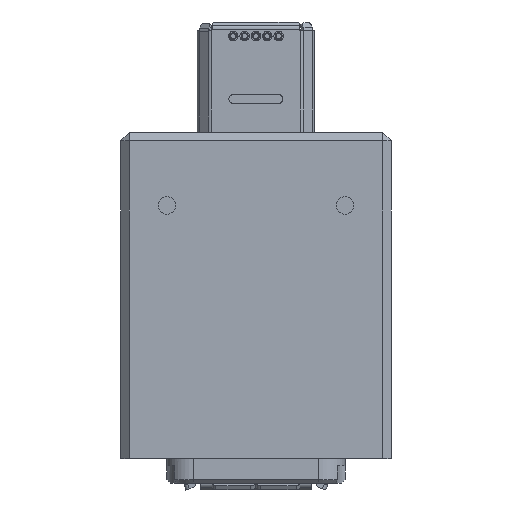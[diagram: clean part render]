
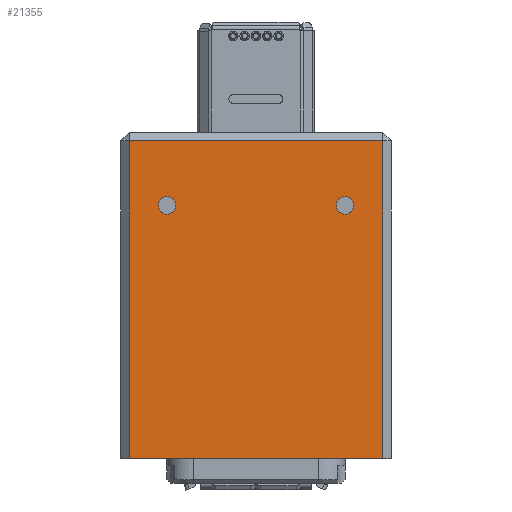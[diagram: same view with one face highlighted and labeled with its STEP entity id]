
A CAD part, front view. The second image highlights one B-rep face of the part: STEP entity #21355.
In plain terms, the highlighted planar face has unit normal (0, -1, 0).
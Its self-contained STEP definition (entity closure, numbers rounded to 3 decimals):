
#184 = CIRCLE ( 'NONE', #7039, 0.5 ) ;
#671 = CARTESIAN_POINT ( 'NONE',  ( -5.1, -3.75, 15.8 ) ) ;
#1022 = DIRECTION ( 'NONE',  ( 0., 0., -1. ) ) ;
#1696 = CARTESIAN_POINT ( 'NONE',  ( -5.1, -3.75, 16.3 ) ) ;
#1797 = VECTOR ( 'NONE', #17764, 1000. ) ;
#1920 = AXIS2_PLACEMENT_3D ( 'NONE', #11987, #22462, #1022 ) ;
#2139 = DIRECTION ( 'NONE',  ( 1., 0., 0. ) ) ;
#2451 = VERTEX_POINT ( 'NONE', #8475 ) ;
#2942 = CARTESIAN_POINT ( 'NONE',  ( 5.1, -3.75, 16.3 ) ) ;
#3290 = EDGE_CURVE ( 'Defeature ausgef�hrt2_24+Defeature ausgef�hrt2_22+Defeature ausgef�hrt2_22+Defeature ausgef�hrt2_22', #2451, #14657, #184, .T. ) ;
#3724 = CARTESIAN_POINT ( 'NONE',  ( 7.25, -3.75, 20. ) ) ;
#4864 = CARTESIAN_POINT ( 'NONE',  ( 7.25, -3.75, 1.8 ) ) ;
#5353 = DIRECTION ( 'NONE',  ( 0., 0., -1. ) ) ;
#5452 = DIRECTION ( 'NONE',  ( 0., -1., 0. ) ) ;
#5643 = AXIS2_PLACEMENT_3D ( 'NONE', #1696, #8807, #5353 ) ;
#5683 = CIRCLE ( 'NONE', #5643, 0.5 ) ;
#6301 = ORIENTED_EDGE ( 'NONE', *, *, #12022, .F. ) ;
#6367 = ORIENTED_EDGE ( 'NONE', *, *, #12294, .T. ) ;
#6786 = CARTESIAN_POINT ( 'NONE',  ( -7.25, -3.75, 1.8 ) ) ;
#6828 = CARTESIAN_POINT ( 'NONE',  ( 5.1, -3.75, 16.8 ) ) ;
#6918 = CARTESIAN_POINT ( 'NONE',  ( -7.25, -3.75, 20.5 ) ) ;
#7039 = AXIS2_PLACEMENT_3D ( 'NONE', #12488, #5452, #17926 ) ;
#7281 = EDGE_LOOP ( 'NONE', ( #11961, #6301 ) ) ;
#7495 = ORIENTED_EDGE ( 'NONE', *, *, #17274, .T. ) ;
#7828 = CIRCLE ( 'NONE', #1920, 0.5 ) ;
#8337 = DIRECTION ( 'NONE',  ( 0., 0., -1. ) ) ;
#8475 = CARTESIAN_POINT ( 'NONE',  ( 5.1, -3.75, 15.8 ) ) ;
#8683 = PLANE ( 'NONE',  #15592 ) ;
#8807 = DIRECTION ( 'NONE',  ( 0., -1., 0. ) ) ;
#9070 = VERTEX_POINT ( 'NONE', #3724 ) ;
#9239 = ORIENTED_EDGE ( 'NONE', *, *, #20834, .T. ) ;
#9375 = LINE ( 'NONE', #12371, #13813 ) ;
#9622 = LINE ( 'NONE', #6918, #1797 ) ;
#10031 = AXIS2_PLACEMENT_3D ( 'NONE', #2942, #18976, #8337 ) ;
#10416 = EDGE_CURVE ( 'Defeature ausgef�hrt2_26+Defeature ausgef�hrt2_22+Defeature ausgef�hrt2_22+Defeature ausgef�hrt2_22', #19473, #18118, #7828, .T. ) ;
#10462 = DIRECTION ( 'NONE',  ( 0., 0., 1. ) ) ;
#10680 = LINE ( 'NONE', #13701, #13437 ) ;
#10778 = DIRECTION ( 'NONE',  ( 0., 1., 0. ) ) ;
#11289 = VECTOR ( 'NONE', #2139, 1000. ) ;
#11928 = DIRECTION ( 'NONE',  ( 0., 0., 1. ) ) ;
#11961 = ORIENTED_EDGE ( 'NONE', *, *, #3290, .F. ) ;
#11968 = ORIENTED_EDGE ( 'NONE', *, *, #14706, .F. ) ;
#11987 = CARTESIAN_POINT ( 'NONE',  ( -5.1, -3.75, 16.3 ) ) ;
#12022 = EDGE_CURVE ( 'Defeature ausgef�hrt2_24+Defeature ausgef�hrt2_22+Defeature ausgef�hrt2_22+Defeature ausgef�hrt2_22', #14657, #2451, #18009, .T. ) ;
#12294 = EDGE_CURVE ( 'Defeature ausgef�hrt2_22+Defeature ausgef�hrt2_35+Defeature ausgef�hrt2_30+Defeature ausgef�hrt2_36', #9070, #18679, #9375, .T. ) ;
#12371 = CARTESIAN_POINT ( 'NONE',  ( -7.75, -3.75, 20. ) ) ;
#12488 = CARTESIAN_POINT ( 'NONE',  ( 5.1, -3.75, 16.3 ) ) ;
#12723 = VERTEX_POINT ( 'NONE', #6786 ) ;
#13437 = VECTOR ( 'NONE', #11928, 1000. ) ;
#13701 = CARTESIAN_POINT ( 'NONE',  ( 7.25, -3.75, 20.5 ) ) ;
#13813 = VECTOR ( 'NONE', #17813, 1000. ) ;
#13924 = EDGE_LOOP ( 'NONE', ( #9239, #7495, #6367, #19178 ) ) ;
#14011 = FACE_BOUND ( 'NONE', #7281, .T. ) ;
#14657 = VERTEX_POINT ( 'NONE', #6828 ) ;
#14706 = EDGE_CURVE ( 'Defeature ausgef�hrt2_26+Defeature ausgef�hrt2_22+Defeature ausgef�hrt2_22+Defeature ausgef�hrt2_22', #18118, #19473, #5683, .T. ) ;
#15405 = EDGE_LOOP ( 'NONE', ( #11968, #22244 ) ) ;
#15592 = AXIS2_PLACEMENT_3D ( 'NONE', #15735, #10778, #10462 ) ;
#15735 = CARTESIAN_POINT ( 'NONE',  ( -7.75, -3.75, 20.5 ) ) ;
#15999 = LINE ( 'NONE', #16630, #11289 ) ;
#16630 = CARTESIAN_POINT ( 'NONE',  ( -7.75, -3.75, 1.8 ) ) ;
#17274 = EDGE_CURVE ( 'Defeature ausgef�hrt2_22+Defeature ausgef�hrt2_30+Defeature ausgef�hrt2_23+Defeature ausgef�hrt2_35', #17804, #9070, #10680, .T. ) ;
#17764 = DIRECTION ( 'NONE',  ( 0., 0., -1. ) ) ;
#17804 = VERTEX_POINT ( 'NONE', #4864 ) ;
#17813 = DIRECTION ( 'NONE',  ( -1., 0., 0. ) ) ;
#17926 = DIRECTION ( 'NONE',  ( 0., 0., -1. ) ) ;
#18009 = CIRCLE ( 'NONE', #10031, 0.5 ) ;
#18118 = VERTEX_POINT ( 'NONE', #671 ) ;
#18202 = FACE_OUTER_BOUND ( 'NONE', #13924, .T. ) ;
#18679 = VERTEX_POINT ( 'NONE', #20263 ) ;
#18976 = DIRECTION ( 'NONE',  ( 0., -1., 0. ) ) ;
#19178 = ORIENTED_EDGE ( 'NONE', *, *, #20687, .T. ) ;
#19473 = VERTEX_POINT ( 'NONE', #20703 ) ;
#20263 = CARTESIAN_POINT ( 'NONE',  ( -7.25, -3.75, 20. ) ) ;
#20687 = EDGE_CURVE ( 'Defeature ausgef�hrt2_22+Defeature ausgef�hrt2_36+Defeature ausgef�hrt2_35+Defeature ausgef�hrt2_23', #18679, #12723, #9622, .T. ) ;
#20703 = CARTESIAN_POINT ( 'NONE',  ( -5.1, -3.75, 16.8 ) ) ;
#20834 = EDGE_CURVE ( 'Defeature ausgef�hrt2_22+Defeature ausgef�hrt2_23+Defeature ausgef�hrt2_36+Defeature ausgef�hrt2_30', #12723, #17804, #15999, .T. ) ;
#21355 = ADVANCED_FACE ( 'Defeature ausgef�hrt2_22', ( #22091, #14011, #18202 ), #8683, .F. ) ;
#22091 = FACE_BOUND ( 'NONE', #15405, .T. ) ;
#22244 = ORIENTED_EDGE ( 'NONE', *, *, #10416, .F. ) ;
#22462 = DIRECTION ( 'NONE',  ( 0., -1., 0. ) ) ;
